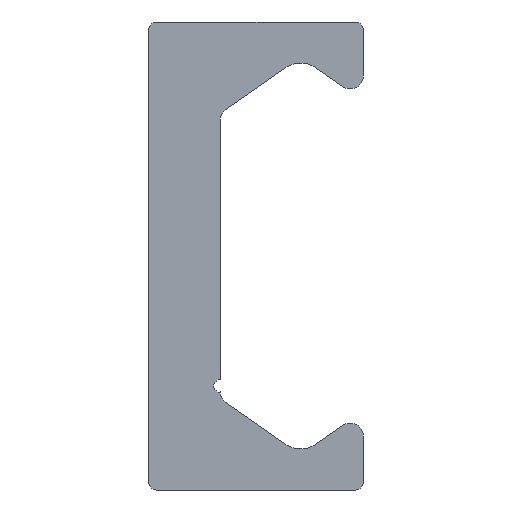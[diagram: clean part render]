
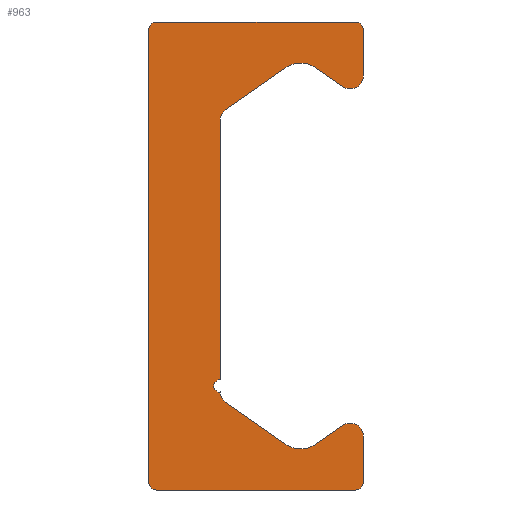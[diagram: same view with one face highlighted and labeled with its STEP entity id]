
A CAD part, left-side view. The second image highlights one B-rep face of the part: STEP entity #963.
In plain terms, the highlighted planar face has unit normal (-1, 0, 0).
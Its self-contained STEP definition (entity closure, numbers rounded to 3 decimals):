
#228=CARTESIAN_POINT('',(0.0,3.825,-9.));
#229=VERTEX_POINT('',#228);
#236=CARTESIAN_POINT('',(0.0,4.125,-8.7));
#237=VERTEX_POINT('',#236);
#238=CARTESIAN_POINT('',(0.0,3.825,-8.7));
#239=DIRECTION('',(1.0,0.0,0.0));
#240=DIRECTION('',(0.0,0.0,-1.0));
#241=AXIS2_PLACEMENT_3D('',#238,#239,#240);
#242=CIRCLE('',#241,0.3);
#243=EDGE_CURVE('',#229,#237,#242,.T.);
#267=CARTESIAN_POINT('',(0.0,-3.825,-9.));
#268=VERTEX_POINT('',#267);
#275=CARTESIAN_POINT('',(0.0,-3.825,-9.));
#276=DIRECTION('',(0.0,1.0,0.0));
#277=VECTOR('',#276,7.65);
#278=LINE('',#275,#277);
#279=EDGE_CURVE('',#268,#229,#278,.T.);
#299=CARTESIAN_POINT('',(0.0,-4.125,-8.7));
#300=VERTEX_POINT('',#299);
#307=CARTESIAN_POINT('',(0.0,-3.825,-8.7));
#308=DIRECTION('',(1.0,0.0,0.0));
#309=DIRECTION('',(0.0,-1.0,0.0));
#310=AXIS2_PLACEMENT_3D('',#307,#308,#309);
#311=CIRCLE('',#310,0.3);
#312=EDGE_CURVE('',#300,#268,#311,.T.);
#331=CARTESIAN_POINT('',(0.0,-4.125,-6.925));
#332=VERTEX_POINT('',#331);
#339=CARTESIAN_POINT('',(0.0,-4.125,-6.925));
#340=DIRECTION('',(0.0,0.0,-1.0));
#341=VECTOR('',#340,1.775);
#342=LINE('',#339,#341);
#343=EDGE_CURVE('',#332,#300,#342,.T.);
#363=CARTESIAN_POINT('',(0.0,-3.338,-6.515));
#364=VERTEX_POINT('',#363);
#371=CARTESIAN_POINT('',(0.0,-3.625,-6.925));
#372=DIRECTION('',(1.0,0.0,0.0));
#373=DIRECTION('',(0.0,0.574,0.819));
#374=AXIS2_PLACEMENT_3D('',#371,#372,#373);
#375=CIRCLE('',#374,0.5);
#376=EDGE_CURVE('',#364,#332,#375,.T.);
#395=CARTESIAN_POINT('',(0.0,-2.299,-7.243));
#396=VERTEX_POINT('',#395);
#403=CARTESIAN_POINT('',(0.0,-2.299,-7.243));
#404=DIRECTION('',(0.0,-0.819,0.574));
#405=VECTOR('',#404,1.269);
#406=LINE('',#403,#405);
#407=EDGE_CURVE('',#396,#364,#406,.T.);
#427=CARTESIAN_POINT('',(0.0,-1.151,-7.243));
#428=VERTEX_POINT('',#427);
#435=CARTESIAN_POINT('',(0.0,-1.725,-6.424));
#436=DIRECTION('',(-1.0,0.0,0.0));
#437=DIRECTION('',(0.0,0.574,0.819));
#438=AXIS2_PLACEMENT_3D('',#435,#436,#437);
#439=CIRCLE('',#438,1.0);
#440=EDGE_CURVE('',#428,#396,#439,.T.);
#459=CARTESIAN_POINT('',(0.0,1.162,-5.624));
#460=VERTEX_POINT('',#459);
#467=CARTESIAN_POINT('',(0.0,1.162,-5.624));
#468=DIRECTION('',(0.0,-0.819,-0.574));
#469=VECTOR('',#468,2.824);
#470=LINE('',#467,#469);
#471=EDGE_CURVE('',#460,#428,#470,.T.);
#491=CARTESIAN_POINT('',(0.0,1.375,-5.214));
#492=VERTEX_POINT('',#491);
#499=CARTESIAN_POINT('',(0.0,0.875,-5.214));
#500=DIRECTION('',(-1.0,0.0,0.0));
#501=DIRECTION('',(0.0,-0.574,0.819));
#502=AXIS2_PLACEMENT_3D('',#499,#500,#501);
#503=CIRCLE('',#502,0.5);
#504=EDGE_CURVE('',#492,#460,#503,.T.);
#523=CARTESIAN_POINT('',(0.0,1.375,-5.25));
#524=VERTEX_POINT('',#523);
#531=CARTESIAN_POINT('',(0.0,1.375,-5.25));
#532=DIRECTION('',(0.0,0.0,1.0));
#533=VECTOR('',#532,0.036);
#534=LINE('',#531,#533);
#535=EDGE_CURVE('',#524,#492,#534,.T.);
#555=CARTESIAN_POINT('',(0.0,1.375,-4.75));
#556=VERTEX_POINT('',#555);
#563=CARTESIAN_POINT('',(0.0,1.375,-5.0));
#564=DIRECTION('',(-1.0,0.0,0.0));
#565=DIRECTION('',(0.0,0.0,1.0));
#566=AXIS2_PLACEMENT_3D('',#563,#564,#565);
#567=CIRCLE('',#566,0.25);
#568=EDGE_CURVE('',#556,#524,#567,.T.);
#587=CARTESIAN_POINT('',(0.0,1.375,5.214));
#588=VERTEX_POINT('',#587);
#595=CARTESIAN_POINT('',(0.0,1.375,5.214));
#596=DIRECTION('',(0.0,0.0,-1.0));
#597=VECTOR('',#596,9.964);
#598=LINE('',#595,#597);
#599=EDGE_CURVE('',#588,#556,#598,.T.);
#628=CARTESIAN_POINT('',(0.0,1.162,5.624));
#629=VERTEX_POINT('',#628);
#636=CARTESIAN_POINT('',(0.0,0.875,5.214));
#637=DIRECTION('',(-1.0,0.0,0.0));
#638=DIRECTION('',(0.0,-1.0,0.0));
#639=AXIS2_PLACEMENT_3D('',#636,#637,#638);
#640=CIRCLE('',#639,0.5);
#641=EDGE_CURVE('',#629,#588,#640,.T.);
#660=CARTESIAN_POINT('',(0.0,-1.151,7.243));
#661=VERTEX_POINT('',#660);
#668=CARTESIAN_POINT('',(0.0,-1.151,7.243));
#669=DIRECTION('',(0.0,0.819,-0.574));
#670=VECTOR('',#669,2.824);
#671=LINE('',#668,#670);
#672=EDGE_CURVE('',#661,#629,#671,.T.);
#692=CARTESIAN_POINT('',(0.0,-2.299,7.243));
#693=VERTEX_POINT('',#692);
#700=CARTESIAN_POINT('',(0.0,-1.725,6.424));
#701=DIRECTION('',(-1.0,0.0,0.0));
#702=DIRECTION('',(0.0,-0.574,-0.819));
#703=AXIS2_PLACEMENT_3D('',#700,#701,#702);
#704=CIRCLE('',#703,1.0);
#705=EDGE_CURVE('',#693,#661,#704,.T.);
#724=CARTESIAN_POINT('',(0.0,-3.338,6.515));
#725=VERTEX_POINT('',#724);
#732=CARTESIAN_POINT('',(0.0,-3.338,6.515));
#733=DIRECTION('',(0.0,0.819,0.574));
#734=VECTOR('',#733,1.269);
#735=LINE('',#732,#734);
#736=EDGE_CURVE('',#725,#693,#735,.T.);
#756=CARTESIAN_POINT('',(0.0,-4.125,6.925));
#757=VERTEX_POINT('',#756);
#764=CARTESIAN_POINT('',(0.0,-3.625,6.925));
#765=DIRECTION('',(1.0,0.0,0.0));
#766=DIRECTION('',(0.0,-1.0,0.0));
#767=AXIS2_PLACEMENT_3D('',#764,#765,#766);
#768=CIRCLE('',#767,0.5);
#769=EDGE_CURVE('',#757,#725,#768,.T.);
#788=CARTESIAN_POINT('',(0.0,-4.125,8.7));
#789=VERTEX_POINT('',#788);
#796=CARTESIAN_POINT('',(0.0,-4.125,8.7));
#797=DIRECTION('',(0.0,0.0,-1.0));
#798=VECTOR('',#797,1.775);
#799=LINE('',#796,#798);
#800=EDGE_CURVE('',#789,#757,#799,.T.);
#820=CARTESIAN_POINT('',(0.0,-3.825,9.));
#821=VERTEX_POINT('',#820);
#828=CARTESIAN_POINT('',(0.0,-3.825,8.7));
#829=DIRECTION('',(1.0,0.0,0.0));
#830=DIRECTION('',(0.0,0.0,1.0));
#831=AXIS2_PLACEMENT_3D('',#828,#829,#830);
#832=CIRCLE('',#831,0.3);
#833=EDGE_CURVE('',#821,#789,#832,.T.);
#852=CARTESIAN_POINT('',(0.0,3.825,9.));
#853=VERTEX_POINT('',#852);
#860=CARTESIAN_POINT('',(0.0,3.825,9.));
#861=DIRECTION('',(0.0,-1.0,0.0));
#862=VECTOR('',#861,7.65);
#863=LINE('',#860,#862);
#864=EDGE_CURVE('',#853,#821,#863,.T.);
#884=CARTESIAN_POINT('',(0.0,4.125,8.7));
#885=VERTEX_POINT('',#884);
#892=CARTESIAN_POINT('',(0.0,3.825,8.7));
#893=DIRECTION('',(1.0,0.0,0.0));
#894=DIRECTION('',(0.0,1.0,0.0));
#895=AXIS2_PLACEMENT_3D('',#892,#893,#894);
#896=CIRCLE('',#895,0.3);
#897=EDGE_CURVE('',#885,#853,#896,.T.);
#915=CARTESIAN_POINT('',(0.0,4.125,-8.7));
#916=DIRECTION('',(0.0,0.0,1.0));
#917=VECTOR('',#916,17.4);
#918=LINE('',#915,#917);
#919=EDGE_CURVE('',#237,#885,#918,.T.);
#934=CARTESIAN_POINT('',(0.0,0.856,-0.029));
#935=DIRECTION('',(1.0,0.0,0.0));
#936=DIRECTION('',(0.0,0.0,-1.0));
#937=AXIS2_PLACEMENT_3D('',#934,#935,#936);
#938=PLANE('',#937);
#939=ORIENTED_EDGE('',*,*,#919,.F.);
#940=ORIENTED_EDGE('',*,*,#243,.F.);
#941=ORIENTED_EDGE('',*,*,#279,.F.);
#942=ORIENTED_EDGE('',*,*,#312,.F.);
#943=ORIENTED_EDGE('',*,*,#343,.F.);
#944=ORIENTED_EDGE('',*,*,#376,.F.);
#945=ORIENTED_EDGE('',*,*,#407,.F.);
#946=ORIENTED_EDGE('',*,*,#440,.F.);
#947=ORIENTED_EDGE('',*,*,#471,.F.);
#948=ORIENTED_EDGE('',*,*,#504,.F.);
#949=ORIENTED_EDGE('',*,*,#535,.F.);
#950=ORIENTED_EDGE('',*,*,#568,.F.);
#951=ORIENTED_EDGE('',*,*,#599,.F.);
#952=ORIENTED_EDGE('',*,*,#641,.F.);
#953=ORIENTED_EDGE('',*,*,#672,.F.);
#954=ORIENTED_EDGE('',*,*,#705,.F.);
#955=ORIENTED_EDGE('',*,*,#736,.F.);
#956=ORIENTED_EDGE('',*,*,#769,.F.);
#957=ORIENTED_EDGE('',*,*,#800,.F.);
#958=ORIENTED_EDGE('',*,*,#833,.F.);
#959=ORIENTED_EDGE('',*,*,#864,.F.);
#960=ORIENTED_EDGE('',*,*,#897,.F.);
#961=EDGE_LOOP('',(#939,#940,#941,#942,#943,#944,#945,#946,#947,#948,#949,#950,#951,#952,#953,#954,#955,#956,#957,#958,#959,#960));
#962=FACE_OUTER_BOUND('',#961,.T.);
#963=ADVANCED_FACE('',(#962),#938,.F.);
